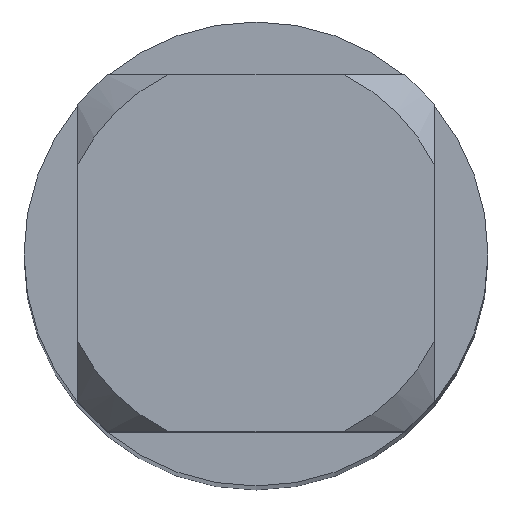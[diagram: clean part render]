
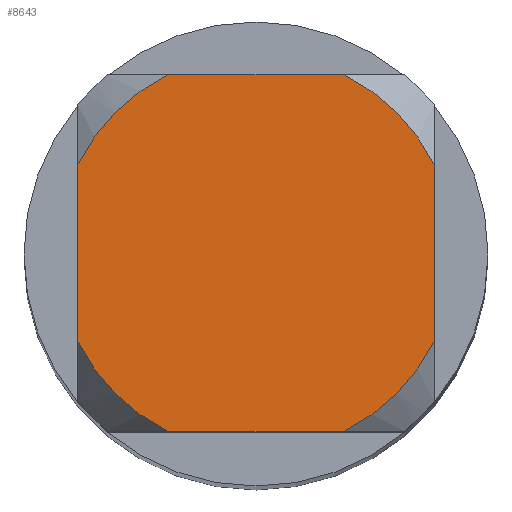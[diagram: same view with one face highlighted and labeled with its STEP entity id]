
A CAD part, top view. The second image highlights one B-rep face of the part: STEP entity #8643.
In plain terms, the highlighted planar face has unit normal (0, 0, 1).
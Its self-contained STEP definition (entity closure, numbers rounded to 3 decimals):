
#3007=EDGE_CURVE('',#5297,#4565,#8970,.T.);
#3535=EDGE_CURVE('',#6867,#8173,#9545,.T.);
#3751=VERTEX_POINT('',#9779);
#4349=EDGE_CURVE('',#6867,#7717,#10426,.T.);
#4469=EDGE_CURVE('',#6845,#3751,#10560,.T.);
#4565=VERTEX_POINT('',#10659);
#5297=VERTEX_POINT('',#11452);
#5347=VERTEX_POINT('',#11507);
#6635=EDGE_CURVE('',#5347,#8173,#12915,.T.);
#6845=VERTEX_POINT('',#13142);
#6867=VERTEX_POINT('',#13166);
#6897=EDGE_CURVE('',#5297,#3751,#13197,.T.);
#7121=EDGE_CURVE('',#6845,#7717,#13439,.T.);
#7205=EDGE_CURVE('',#5347,#4565,#13528,.T.);
#7717=VERTEX_POINT('',#14086);
#8173=VERTEX_POINT('',#14584);
#8643=ADVANCED_FACE('',(#15099),#15100,.T.);
#8970=LINE('',#15447,#15448);
#9545=CIRCLE('',#19080,2.4);
#9779=CARTESIAN_POINT('',(-2.15,-1.067,0.0));
#10426=LINE('',#24429,#24430);
#10560=LINE('',#25381,#25382);
#10659=CARTESIAN_POINT('',(1.067,-2.15,0.0));
#11452=CARTESIAN_POINT('',(-1.067,-2.15,0.0));
#11507=CARTESIAN_POINT('',(2.15,-1.067,0.0));
#12915=LINE('',#45256,#45257);
#13142=CARTESIAN_POINT('',(-2.15,1.067,0.0));
#13166=CARTESIAN_POINT('',(1.067,2.15,0.0));
#13197=CIRCLE('',#46646,2.4);
#13439=CIRCLE('',#48951,2.4);
#13528=CIRCLE('',#49615,2.4);
#14086=CARTESIAN_POINT('',(-1.067,2.15,0.0));
#14584=CARTESIAN_POINT('',(2.15,1.067,0.0));
#15099=FACE_OUTER_BOUND('',#60832,.T.);
#15100=PLANE('',#60833);
#15447=CARTESIAN_POINT('',(0.0,-2.15,0.0));
#15448=VECTOR('',#63388,1.0);
#19080=AXIS2_PLACEMENT_3D('',#63929,#63930,#63931);
#24429=CARTESIAN_POINT('',(0.0,2.15,0.0));
#24430=VECTOR('',#64669,1.0);
#25381=CARTESIAN_POINT('',(-2.15,0.6,0.0));
#25382=VECTOR('',#64988,1.0);
#45256=CARTESIAN_POINT('',(2.15,0.6,0.0));
#45257=VECTOR('',#67247,1.0);
#46646=AXIS2_PLACEMENT_3D('',#67526,#67527,#67528);
#48951=AXIS2_PLACEMENT_3D('',#67697,#67698,#67699);
#49615=AXIS2_PLACEMENT_3D('',#67762,#67763,#67764);
#60832=EDGE_LOOP('',(#69377,#69378,#69379,#69380,#69381,#69382,#69383,#69384));
#60833=AXIS2_PLACEMENT_3D('',#69385,#69386,#69387);
#63388=DIRECTION('',(1.0,0.0,0.0));
#63929=CARTESIAN_POINT('',(0.0,0.0,0.0));
#63930=DIRECTION('',(0.0,0.0,-1.0));
#63931=DIRECTION('',(0.0,1.0,0.0));
#64669=DIRECTION('',(-1.0,0.0,0.0));
#64988=DIRECTION('',(-0.0,-1.0,0.0));
#67247=DIRECTION('',(-0.0,1.0,0.0));
#67526=CARTESIAN_POINT('',(0.0,0.0,0.0));
#67527=DIRECTION('',(0.0,0.0,-1.0));
#67528=DIRECTION('',(0.0,1.0,0.0));
#67697=CARTESIAN_POINT('',(0.0,0.0,0.0));
#67698=DIRECTION('',(0.0,0.0,-1.0));
#67699=DIRECTION('',(0.0,1.0,0.0));
#67762=CARTESIAN_POINT('',(0.0,0.0,0.0));
#67763=DIRECTION('',(0.0,0.0,-1.0));
#67764=DIRECTION('',(0.0,1.0,0.0));
#69377=ORIENTED_EDGE('',*,*,#4469,.T.);
#69378=ORIENTED_EDGE('',*,*,#6897,.F.);
#69379=ORIENTED_EDGE('',*,*,#3007,.T.);
#69380=ORIENTED_EDGE('',*,*,#7205,.F.);
#69381=ORIENTED_EDGE('',*,*,#6635,.T.);
#69382=ORIENTED_EDGE('',*,*,#3535,.F.);
#69383=ORIENTED_EDGE('',*,*,#4349,.T.);
#69384=ORIENTED_EDGE('',*,*,#7121,.F.);
#69385=CARTESIAN_POINT('',(0.0,1.2,0.0));
#69386=DIRECTION('',(-0.0,0.0,1.0));
#69387=DIRECTION('',(0.0,-1.0,0.0));
